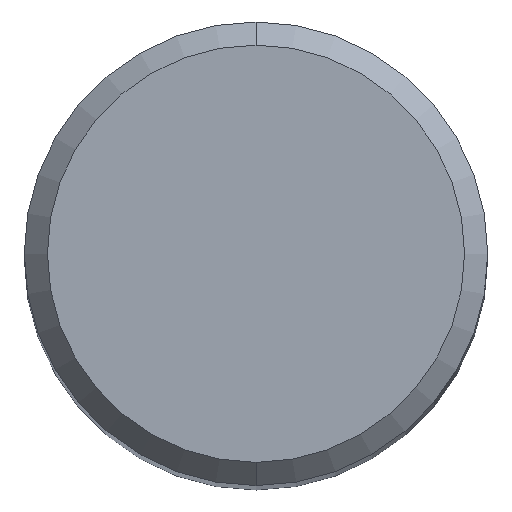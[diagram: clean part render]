
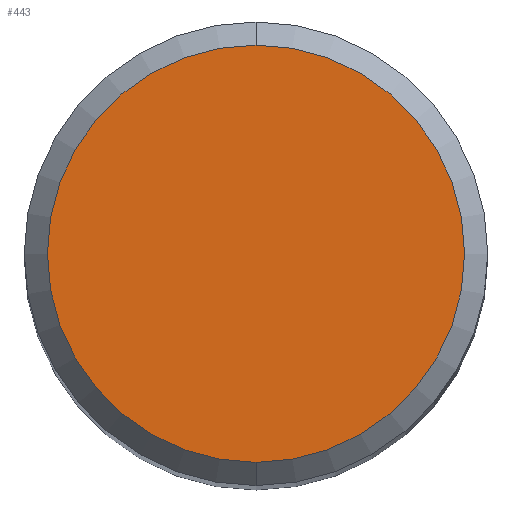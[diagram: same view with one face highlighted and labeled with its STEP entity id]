
A CAD part, top view. The second image highlights one B-rep face of the part: STEP entity #443.
In plain terms, the highlighted planar face has unit normal (0, 0, 1).
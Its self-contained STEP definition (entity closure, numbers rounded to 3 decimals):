
#183=VERTEX_POINT('',#490);
#319=EDGE_CURVE('',#183,#359,#640,.T.);
#359=VERTEX_POINT('',#684);
#401=EDGE_CURVE('',#359,#183,#731,.T.);
#443=ADVANCED_FACE('',(#779),#780,.T.);
#490=CARTESIAN_POINT('',(0.0,3.6,0.0));
#640=CIRCLE('',#1135,3.6);
#684=CARTESIAN_POINT('',(0.,-3.6,0.0));
#731=CIRCLE('',#1298,3.6);
#779=FACE_OUTER_BOUND('',#1395,.T.);
#780=PLANE('',#1396);
#1135=AXIS2_PLACEMENT_3D('',#1624,#1625,#1626);
#1298=AXIS2_PLACEMENT_3D('',#1744,#1745,#1746);
#1395=EDGE_LOOP('',(#1809,#1810));
#1396=AXIS2_PLACEMENT_3D('',#1811,#1812,#1813);
#1624=CARTESIAN_POINT('',(0.0,0.0,0.0));
#1625=DIRECTION('',(0.0,0.0,-1.0));
#1626=DIRECTION('',(0.0,1.0,0.0));
#1744=CARTESIAN_POINT('',(0.0,0.0,0.0));
#1745=DIRECTION('',(0.0,0.0,-1.0));
#1746=DIRECTION('',(0.0,1.0,0.0));
#1809=ORIENTED_EDGE('',*,*,#319,.F.);
#1810=ORIENTED_EDGE('',*,*,#401,.F.);
#1811=CARTESIAN_POINT('',(0.0,1.8,0.0));
#1812=DIRECTION('',(-0.0,0.0,1.0));
#1813=DIRECTION('',(0.0,-1.0,0.0));
